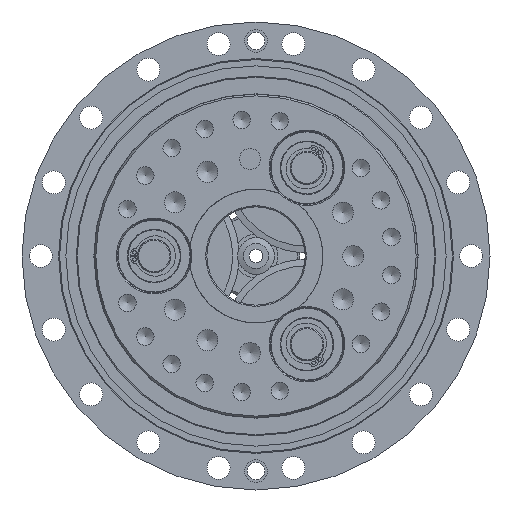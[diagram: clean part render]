
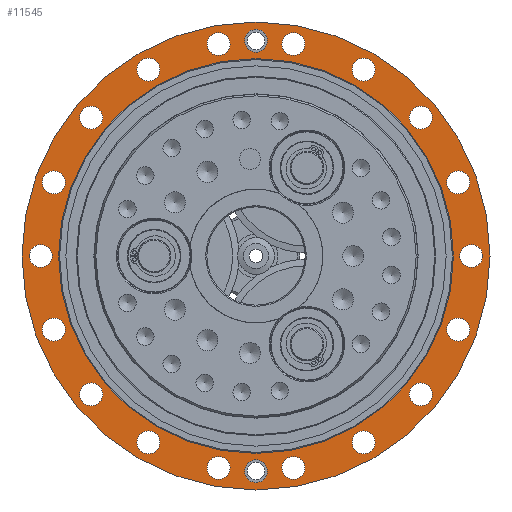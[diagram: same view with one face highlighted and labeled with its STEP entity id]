
A CAD part, left-side view. The second image highlights one B-rep face of the part: STEP entity #11545.
In plain terms, the highlighted planar face has unit normal (-1, 0, 0).
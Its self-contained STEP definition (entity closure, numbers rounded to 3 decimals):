
#523=FACE_BOUND('',#3527,.T.);
#524=FACE_BOUND('',#3528,.T.);
#525=FACE_BOUND('',#3529,.T.);
#526=FACE_BOUND('',#3530,.T.);
#527=FACE_BOUND('',#3531,.T.);
#528=FACE_BOUND('',#3532,.T.);
#529=FACE_BOUND('',#3533,.T.);
#530=FACE_BOUND('',#3534,.T.);
#531=FACE_BOUND('',#3535,.T.);
#532=FACE_BOUND('',#3536,.T.);
#533=FACE_BOUND('',#3537,.T.);
#534=FACE_BOUND('',#3538,.T.);
#535=FACE_BOUND('',#3539,.T.);
#536=FACE_BOUND('',#3540,.T.);
#537=FACE_BOUND('',#3541,.T.);
#538=FACE_BOUND('',#3542,.T.);
#539=FACE_BOUND('',#3543,.T.);
#540=FACE_BOUND('',#3544,.T.);
#541=FACE_BOUND('',#3545,.T.);
#542=FACE_BOUND('',#3546,.T.);
#543=FACE_BOUND('',#3547,.T.);
#730=PLANE('',#13064);
#2657=FACE_OUTER_BOUND('',#3526,.T.);
#3526=EDGE_LOOP('',(#9994));
#3527=EDGE_LOOP('',(#9995));
#3528=EDGE_LOOP('',(#9996));
#3529=EDGE_LOOP('',(#9997));
#3530=EDGE_LOOP('',(#9998));
#3531=EDGE_LOOP('',(#9999));
#3532=EDGE_LOOP('',(#10000));
#3533=EDGE_LOOP('',(#10001));
#3534=EDGE_LOOP('',(#10002));
#3535=EDGE_LOOP('',(#10003));
#3536=EDGE_LOOP('',(#10004));
#3537=EDGE_LOOP('',(#10005));
#3538=EDGE_LOOP('',(#10006));
#3539=EDGE_LOOP('',(#10007));
#3540=EDGE_LOOP('',(#10008));
#3541=EDGE_LOOP('',(#10009));
#3542=EDGE_LOOP('',(#10010));
#3543=EDGE_LOOP('',(#10011));
#3544=EDGE_LOOP('',(#10012));
#3545=EDGE_LOOP('',(#10013));
#3546=EDGE_LOOP('',(#10014));
#3547=EDGE_LOOP('',(#10015));
#4446=CIRCLE('',#13060,94.5);
#4449=CIRCLE('',#13065,112.);
#4450=CIRCLE('',#13066,5.5);
#4451=CIRCLE('',#13067,5.5);
#4452=CIRCLE('',#13068,5.5);
#4453=CIRCLE('',#13069,5.5);
#4454=CIRCLE('',#13070,5.5);
#4455=CIRCLE('',#13071,5.5);
#4456=CIRCLE('',#13072,5.5);
#4457=CIRCLE('',#13073,5.5);
#4458=CIRCLE('',#13074,5.5);
#4459=CIRCLE('',#13075,5.5);
#4460=CIRCLE('',#13076,5.5);
#4461=CIRCLE('',#13077,5.5);
#4462=CIRCLE('',#13078,5.5);
#4463=CIRCLE('',#13079,5.5);
#4464=CIRCLE('',#13080,5.5);
#4465=CIRCLE('',#13081,5.5);
#4466=CIRCLE('',#13082,5.5);
#4467=CIRCLE('',#13083,5.5);
#4468=CIRCLE('',#13084,5.5);
#4469=CIRCLE('',#13085,5.5);
#5510=VERTEX_POINT('',#21861);
#5512=VERTEX_POINT('',#21870);
#5513=VERTEX_POINT('',#21872);
#5514=VERTEX_POINT('',#21874);
#5515=VERTEX_POINT('',#21876);
#5516=VERTEX_POINT('',#21878);
#5517=VERTEX_POINT('',#21880);
#5518=VERTEX_POINT('',#21882);
#5519=VERTEX_POINT('',#21884);
#5520=VERTEX_POINT('',#21886);
#5521=VERTEX_POINT('',#21888);
#5522=VERTEX_POINT('',#21890);
#5523=VERTEX_POINT('',#21892);
#5524=VERTEX_POINT('',#21894);
#5525=VERTEX_POINT('',#21896);
#5526=VERTEX_POINT('',#21898);
#5527=VERTEX_POINT('',#21900);
#5528=VERTEX_POINT('',#21902);
#5529=VERTEX_POINT('',#21904);
#5530=VERTEX_POINT('',#21906);
#5531=VERTEX_POINT('',#21908);
#5532=VERTEX_POINT('',#21910);
#7018=EDGE_CURVE('',#5510,#5510,#4446,.T.);
#7022=EDGE_CURVE('',#5512,#5512,#4449,.T.);
#7023=EDGE_CURVE('',#5513,#5513,#4450,.T.);
#7024=EDGE_CURVE('',#5514,#5514,#4451,.T.);
#7025=EDGE_CURVE('',#5515,#5515,#4452,.T.);
#7026=EDGE_CURVE('',#5516,#5516,#4453,.T.);
#7027=EDGE_CURVE('',#5517,#5517,#4454,.T.);
#7028=EDGE_CURVE('',#5518,#5518,#4455,.T.);
#7029=EDGE_CURVE('',#5519,#5519,#4456,.T.);
#7030=EDGE_CURVE('',#5520,#5520,#4457,.T.);
#7031=EDGE_CURVE('',#5521,#5521,#4458,.T.);
#7032=EDGE_CURVE('',#5522,#5522,#4459,.T.);
#7033=EDGE_CURVE('',#5523,#5523,#4460,.T.);
#7034=EDGE_CURVE('',#5524,#5524,#4461,.T.);
#7035=EDGE_CURVE('',#5525,#5525,#4462,.T.);
#7036=EDGE_CURVE('',#5526,#5526,#4463,.T.);
#7037=EDGE_CURVE('',#5527,#5527,#4464,.T.);
#7038=EDGE_CURVE('',#5528,#5528,#4465,.T.);
#7039=EDGE_CURVE('',#5529,#5529,#4466,.T.);
#7040=EDGE_CURVE('',#5530,#5530,#4467,.T.);
#7041=EDGE_CURVE('',#5531,#5531,#4468,.T.);
#7042=EDGE_CURVE('',#5532,#5532,#4469,.T.);
#9994=ORIENTED_EDGE('',*,*,#7022,.T.);
#9995=ORIENTED_EDGE('',*,*,#7023,.T.);
#9996=ORIENTED_EDGE('',*,*,#7024,.T.);
#9997=ORIENTED_EDGE('',*,*,#7025,.T.);
#9998=ORIENTED_EDGE('',*,*,#7026,.T.);
#9999=ORIENTED_EDGE('',*,*,#7027,.T.);
#10000=ORIENTED_EDGE('',*,*,#7028,.T.);
#10001=ORIENTED_EDGE('',*,*,#7029,.T.);
#10002=ORIENTED_EDGE('',*,*,#7030,.T.);
#10003=ORIENTED_EDGE('',*,*,#7031,.T.);
#10004=ORIENTED_EDGE('',*,*,#7032,.T.);
#10005=ORIENTED_EDGE('',*,*,#7033,.T.);
#10006=ORIENTED_EDGE('',*,*,#7034,.T.);
#10007=ORIENTED_EDGE('',*,*,#7035,.T.);
#10008=ORIENTED_EDGE('',*,*,#7036,.T.);
#10009=ORIENTED_EDGE('',*,*,#7037,.T.);
#10010=ORIENTED_EDGE('',*,*,#7038,.T.);
#10011=ORIENTED_EDGE('',*,*,#7039,.T.);
#10012=ORIENTED_EDGE('',*,*,#7040,.T.);
#10013=ORIENTED_EDGE('',*,*,#7041,.T.);
#10014=ORIENTED_EDGE('',*,*,#7042,.T.);
#10015=ORIENTED_EDGE('',*,*,#7018,.F.);
#11545=ADVANCED_FACE('',(#2657,#523,#524,#525,#526,#527,#528,#529,#530,
#531,#532,#533,#534,#535,#536,#537,#538,#539,#540,#541,#542,#543),#730,
 .F.);
#13060=AXIS2_PLACEMENT_3D('',#21863,#16514,#16515);
#13064=AXIS2_PLACEMENT_3D('',#21869,#16523,#16524);
#13065=AXIS2_PLACEMENT_3D('',#21871,#16525,#16526);
#13066=AXIS2_PLACEMENT_3D('',#21873,#16527,#16528);
#13067=AXIS2_PLACEMENT_3D('',#21875,#16529,#16530);
#13068=AXIS2_PLACEMENT_3D('',#21877,#16531,#16532);
#13069=AXIS2_PLACEMENT_3D('',#21879,#16533,#16534);
#13070=AXIS2_PLACEMENT_3D('',#21881,#16535,#16536);
#13071=AXIS2_PLACEMENT_3D('',#21883,#16537,#16538);
#13072=AXIS2_PLACEMENT_3D('',#21885,#16539,#16540);
#13073=AXIS2_PLACEMENT_3D('',#21887,#16541,#16542);
#13074=AXIS2_PLACEMENT_3D('',#21889,#16543,#16544);
#13075=AXIS2_PLACEMENT_3D('',#21891,#16545,#16546);
#13076=AXIS2_PLACEMENT_3D('',#21893,#16547,#16548);
#13077=AXIS2_PLACEMENT_3D('',#21895,#16549,#16550);
#13078=AXIS2_PLACEMENT_3D('',#21897,#16551,#16552);
#13079=AXIS2_PLACEMENT_3D('',#21899,#16553,#16554);
#13080=AXIS2_PLACEMENT_3D('',#21901,#16555,#16556);
#13081=AXIS2_PLACEMENT_3D('',#21903,#16557,#16558);
#13082=AXIS2_PLACEMENT_3D('',#21905,#16559,#16560);
#13083=AXIS2_PLACEMENT_3D('',#21907,#16561,#16562);
#13084=AXIS2_PLACEMENT_3D('',#21909,#16563,#16564);
#13085=AXIS2_PLACEMENT_3D('',#21911,#16565,#16566);
#16514=DIRECTION('center_axis',(-1.,0.,0.));
#16515=DIRECTION('ref_axis',(0.,-1.,0.));
#16523=DIRECTION('center_axis',(1.,0.,0.));
#16524=DIRECTION('ref_axis',(0.,0.,-1.));
#16525=DIRECTION('center_axis',(-1.,0.,0.));
#16526=DIRECTION('ref_axis',(0.,-1.,0.));
#16527=DIRECTION('center_axis',(1.,0.,0.));
#16528=DIRECTION('ref_axis',(0.,0.,1.));
#16529=DIRECTION('center_axis',(1.,0.,0.));
#16530=DIRECTION('ref_axis',(0.,-0.342,0.94));
#16531=DIRECTION('center_axis',(1.,0.,0.));
#16532=DIRECTION('ref_axis',(0.,-0.643,0.766));
#16533=DIRECTION('center_axis',(1.,0.,0.));
#16534=DIRECTION('ref_axis',(0.,-0.866,0.5));
#16535=DIRECTION('center_axis',(1.,0.,0.));
#16536=DIRECTION('ref_axis',(0.,-0.985,0.174));
#16537=DIRECTION('center_axis',(1.,0.,0.));
#16538=DIRECTION('ref_axis',(0.,-0.985,-0.174));
#16539=DIRECTION('center_axis',(1.,0.,0.));
#16540=DIRECTION('ref_axis',(0.,-0.866,-0.5));
#16541=DIRECTION('center_axis',(1.,0.,0.));
#16542=DIRECTION('ref_axis',(0.,-0.643,-0.766));
#16543=DIRECTION('center_axis',(1.,0.,0.));
#16544=DIRECTION('ref_axis',(0.,-0.342,-0.94));
#16545=DIRECTION('center_axis',(1.,0.,0.));
#16546=DIRECTION('ref_axis',(0.,0.,-1.));
#16547=DIRECTION('center_axis',(1.,0.,0.));
#16548=DIRECTION('ref_axis',(0.,0.342,-0.94));
#16549=DIRECTION('center_axis',(1.,0.,0.));
#16550=DIRECTION('ref_axis',(0.,0.643,-0.766));
#16551=DIRECTION('center_axis',(1.,0.,0.));
#16552=DIRECTION('ref_axis',(0.,0.866,-0.5));
#16553=DIRECTION('center_axis',(1.,0.,0.));
#16554=DIRECTION('ref_axis',(0.,0.985,-0.174));
#16555=DIRECTION('center_axis',(1.,0.,0.));
#16556=DIRECTION('ref_axis',(0.,0.985,0.174));
#16557=DIRECTION('center_axis',(1.,0.,0.));
#16558=DIRECTION('ref_axis',(0.,0.866,0.5));
#16559=DIRECTION('center_axis',(1.,0.,0.));
#16560=DIRECTION('ref_axis',(0.,0.643,0.766));
#16561=DIRECTION('center_axis',(1.,0.,0.));
#16562=DIRECTION('ref_axis',(0.,0.342,0.94));
#16563=DIRECTION('center_axis',(1.,0.,0.));
#16564=DIRECTION('ref_axis',(0.,0.,1.));
#16565=DIRECTION('center_axis',(1.,0.,0.));
#16566=DIRECTION('ref_axis',(0.,0.,-1.));
#21861=CARTESIAN_POINT('',(29.,0.,94.5));
#21863=CARTESIAN_POINT('Origin',(29.,0.,0.));
#21869=CARTESIAN_POINT('Origin',(29.,0.,0.));
#21870=CARTESIAN_POINT('',(29.,112.,0.));
#21871=CARTESIAN_POINT('Origin',(29.,0.,0.));
#21872=CARTESIAN_POINT('',(29.,103.,-5.5));
#21873=CARTESIAN_POINT('Origin',(29.,103.,0.));
#21874=CARTESIAN_POINT('',(29.,98.669,30.06));
#21875=CARTESIAN_POINT('Origin',(29.,96.788,35.228));
#21876=CARTESIAN_POINT('',(29.,82.438,61.994));
#21877=CARTESIAN_POINT('Origin',(29.,78.903,66.207));
#21878=CARTESIAN_POINT('',(29.,56.263,86.451));
#21879=CARTESIAN_POINT('Origin',(29.,51.5,89.201));
#21880=CARTESIAN_POINT('',(29.,23.302,100.48));
#21881=CARTESIAN_POINT('Origin',(29.,17.886,101.435));
#21882=CARTESIAN_POINT('',(29.,-12.469,102.39));
#21883=CARTESIAN_POINT('Origin',(29.,-17.886,101.435));
#21884=CARTESIAN_POINT('',(29.,-46.737,91.951));
#21885=CARTESIAN_POINT('Origin',(29.,-51.5,89.201));
#21886=CARTESIAN_POINT('',(29.,-75.367,70.42));
#21887=CARTESIAN_POINT('Origin',(29.,-78.903,66.207));
#21888=CARTESIAN_POINT('',(29.,-94.907,40.396));
#21889=CARTESIAN_POINT('Origin',(29.,-96.788,35.228));
#21890=CARTESIAN_POINT('',(29.,-103.,5.5));
#21891=CARTESIAN_POINT('Origin',(29.,-103.,0.));
#21892=CARTESIAN_POINT('',(29.,-98.669,-30.06));
#21893=CARTESIAN_POINT('Origin',(29.,-96.788,-35.228));
#21894=CARTESIAN_POINT('',(29.,-82.438,-61.994));
#21895=CARTESIAN_POINT('Origin',(29.,-78.903,-66.207));
#21896=CARTESIAN_POINT('',(29.,-56.263,-86.451));
#21897=CARTESIAN_POINT('Origin',(29.,-51.5,-89.201));
#21898=CARTESIAN_POINT('',(29.,-23.302,-100.48));
#21899=CARTESIAN_POINT('Origin',(29.,-17.886,-101.435));
#21900=CARTESIAN_POINT('',(29.,12.469,-102.39));
#21901=CARTESIAN_POINT('Origin',(29.,17.886,-101.435));
#21902=CARTESIAN_POINT('',(29.,46.737,-91.951));
#21903=CARTESIAN_POINT('Origin',(29.,51.5,-89.201));
#21904=CARTESIAN_POINT('',(29.,75.367,-70.42));
#21905=CARTESIAN_POINT('Origin',(29.,78.903,-66.207));
#21906=CARTESIAN_POINT('',(29.,94.907,-40.396));
#21907=CARTESIAN_POINT('Origin',(29.,96.788,-35.228));
#21908=CARTESIAN_POINT('',(29.,0.,-108.5));
#21909=CARTESIAN_POINT('Origin',(29.,0.,-103.));
#21910=CARTESIAN_POINT('',(29.,0.,108.5));
#21911=CARTESIAN_POINT('Origin',(29.,0.,103.));
